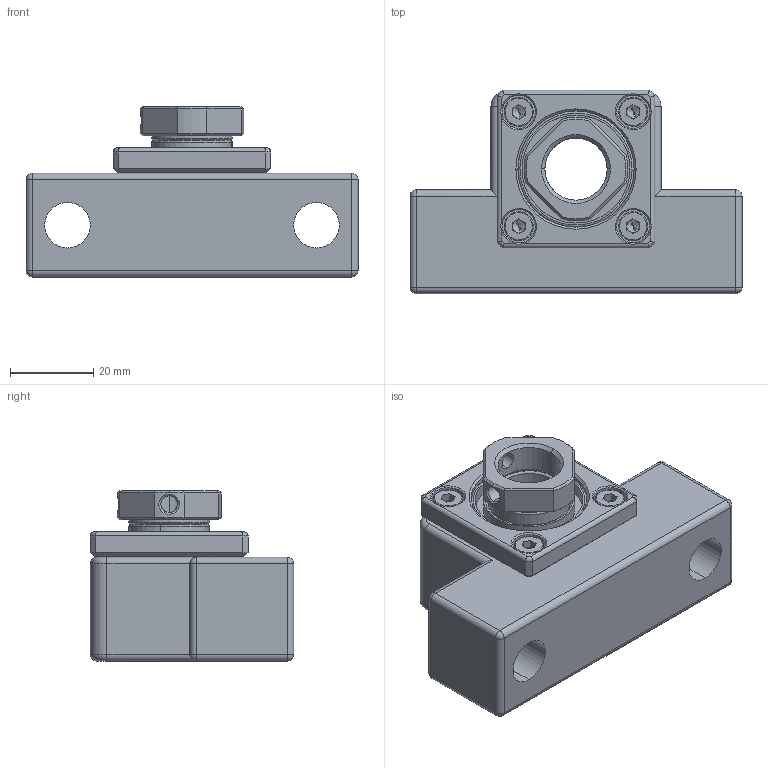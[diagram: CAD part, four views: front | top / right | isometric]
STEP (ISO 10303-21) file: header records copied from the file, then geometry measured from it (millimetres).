
FILE_DESCRIPTION (( 'STEP AP214' ), '1' );
FILE_NAME ('EK15疒玉.STEP', '2018-12-10T05:07:17', ( 'Windows 荤侩磊' ), ( '' ), 'SwSTEP 2.0', 'SolidWorks 2013', '' );
FILE_SCHEMA (( 'AUTOMOTIVE_DESIGN' ));
Length unit declared in the file: millimetre
Products named in the file (8): 15軸封; FK.EK15間隔環; EK15軸承_(銑_); 7002A 軸承; EK15_體(成_); EK15疒玉; M4 x 8螺絲; BK15鎖固螺帽(成_)
Assembly tree (12 placements, depth 2):
  EK15疒玉
    EK15_體(成_)
    7002A 軸承  x2
    EK15軸承_(銑_)
    FK.EK15間隔環
    15軸封  x2
    BK15鎖固螺帽(成_)
    M4 x 8螺絲  x4
Bounding box: 80 x 49 x 41 mm (x, y, z)
Volume: 66564 mm3; surface area: 34204.4 mm2
Topology: 40 solids, 40 shells, 560 faces, 1281 edges, 749 vertices
Faces by surface type: cylinder 151, plane 129, cone 98, torus 94, sphere 60, bspline 28
Entity records: 13970 total; most frequent: CARTESIAN_POINT 5209, DIRECTION 1886, ORIENTED_EDGE 1594, AXIS2_PLACEMENT_3D 805, EDGE_CURVE 797, VERTEX_POINT 470, EDGE_LOOP 431, CIRCLE 425
